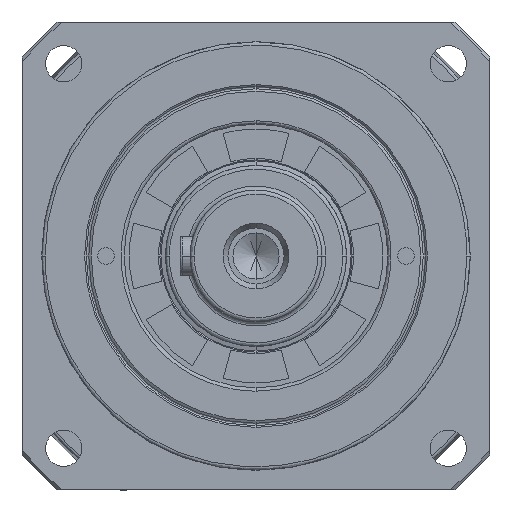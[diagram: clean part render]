
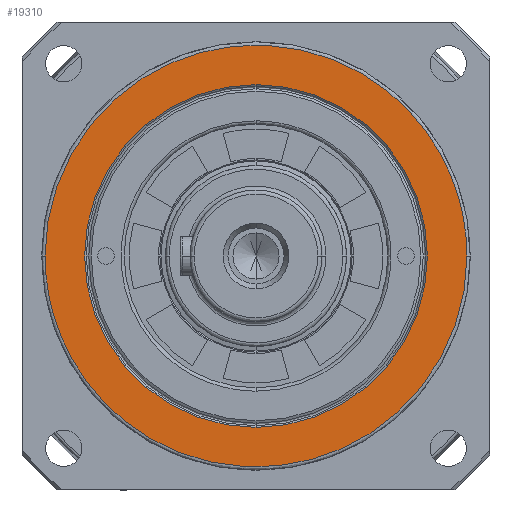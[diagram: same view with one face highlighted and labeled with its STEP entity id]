
A CAD part, left-side view. The second image highlights one B-rep face of the part: STEP entity #19310.
In plain terms, the highlighted planar face has unit normal (-1, 0, 0).
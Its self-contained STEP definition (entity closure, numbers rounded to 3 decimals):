
#224 = AXIS2_PLACEMENT_3D ( 'NONE', #40352, #3327, #27014 ) ;
#1388 = DIRECTION ( 'NONE',  ( 0., 0., 1. ) ) ;
#2314 = EDGE_LOOP ( 'NONE', ( #15581, #42936 ) ) ;
#3327 = DIRECTION ( 'NONE',  ( 1., 0., 0. ) ) ;
#4577 = CARTESIAN_POINT ( 'NONE',  ( -93.5, 64., -128. ) ) ;
#6777 = AXIS2_PLACEMENT_3D ( 'NONE', #41852, #21803, #1388 ) ;
#7092 = CARTESIAN_POINT ( 'NONE',  ( -93.5, 0., -52. ) ) ;
#8900 = EDGE_CURVE ( 'NONE', #31631, #43668, #18346, .T. ) ;
#9880 = ORIENTED_EDGE ( 'NONE', *, *, #8900, .F. ) ;
#10284 = CARTESIAN_POINT ( 'NONE',  ( -93.5, 0., 0. ) ) ;
#11213 = CARTESIAN_POINT ( 'NONE',  ( -93.5, -64., -128. ) ) ;
#13725 = DIRECTION ( 'NONE',  ( 0., 0., 1. ) ) ;
#15394 = FACE_OUTER_BOUND ( 'NONE', #36067, .T. ) ;
#15581 = ORIENTED_EDGE ( 'NONE', *, *, #16591, .F. ) ;
#15881 = CARTESIAN_POINT ( 'NONE',  ( -93.5, 0., 52. ) ) ;
#16445 = EDGE_CURVE ( 'NONE', #43668, #31631, #25583, .T. ) ;
#16591 = EDGE_CURVE ( 'NONE', #27062, #39051, #25410, .T. ) ;
#18196 = EDGE_CURVE ( 'NONE', #39051, #27062, #27506, .T. ) ;
#18346 =( BOUNDED_CURVE ( )  B_SPLINE_CURVE ( 3, ( #28913, #29116, #29154, #28817 ),
 .UNSPECIFIED., .F., .T. ) 
 B_SPLINE_CURVE_WITH_KNOTS ( ( 4, 4 ),
 ( 0., 1. ),
 .UNSPECIFIED. ) 
 CURVE ( )  GEOMETRIC_REPRESENTATION_ITEM ( )  RATIONAL_B_SPLINE_CURVE ( ( 1., 0.333, 0.333, 1. ) ) 
 REPRESENTATION_ITEM ( '' )  );
#18412 = AXIS2_PLACEMENT_3D ( 'NONE', #10284, #33800, #13725 ) ;
#19310 = ADVANCED_FACE ( 'NONE', ( #15394, #39991 ), #23691, .F. ) ;
#19971 = CARTESIAN_POINT ( 'NONE',  ( -93.5, -64., 0. ) ) ;
#21803 = DIRECTION ( 'NONE',  ( -1., 0., 0. ) ) ;
#23691 = PLANE ( 'NONE',  #224 ) ;
#25410 = CIRCLE ( 'NONE', #18412, 52. ) ;
#25583 =( BOUNDED_CURVE ( )  B_SPLINE_CURVE ( 3, ( #41580, #11213, #4577, #28242 ),
 .UNSPECIFIED., .F., .T. ) 
 B_SPLINE_CURVE_WITH_KNOTS ( ( 4, 4 ),
 ( 0., 1. ),
 .UNSPECIFIED. ) 
 CURVE ( )  GEOMETRIC_REPRESENTATION_ITEM ( )  RATIONAL_B_SPLINE_CURVE ( ( 1., 0.333, 0.333, 1. ) ) 
 REPRESENTATION_ITEM ( '' )  );
#27014 = DIRECTION ( 'NONE',  ( 0., 0., -1. ) ) ;
#27062 = VERTEX_POINT ( 'NONE', #15881 ) ;
#27506 = CIRCLE ( 'NONE', #6777, 52. ) ;
#28242 = CARTESIAN_POINT ( 'NONE',  ( -93.5, 64., 0. ) ) ;
#28817 = CARTESIAN_POINT ( 'NONE',  ( -93.5, -64., 0. ) ) ;
#28913 = CARTESIAN_POINT ( 'NONE',  ( -93.5, 64., 0. ) ) ;
#29116 = CARTESIAN_POINT ( 'NONE',  ( -93.5, 64., 128. ) ) ;
#29154 = CARTESIAN_POINT ( 'NONE',  ( -93.5, -64., 128. ) ) ;
#31631 = VERTEX_POINT ( 'NONE', #31890 ) ;
#31890 = CARTESIAN_POINT ( 'NONE',  ( -93.5, 64., 0. ) ) ;
#33800 = DIRECTION ( 'NONE',  ( -1., 0., 0. ) ) ;
#36067 = EDGE_LOOP ( 'NONE', ( #9880, #38937 ) ) ;
#38937 = ORIENTED_EDGE ( 'NONE', *, *, #16445, .F. ) ;
#39051 = VERTEX_POINT ( 'NONE', #7092 ) ;
#39991 = FACE_BOUND ( 'NONE', #2314, .T. ) ;
#40352 = CARTESIAN_POINT ( 'NONE',  ( -93.5, 0., 0. ) ) ;
#41580 = CARTESIAN_POINT ( 'NONE',  ( -93.5, -64., 0. ) ) ;
#41852 = CARTESIAN_POINT ( 'NONE',  ( -93.5, 0., 0. ) ) ;
#42936 = ORIENTED_EDGE ( 'NONE', *, *, #18196, .F. ) ;
#43668 = VERTEX_POINT ( 'NONE', #19971 ) ;
